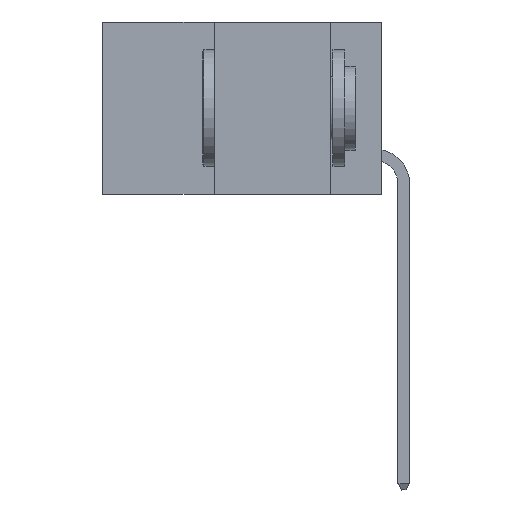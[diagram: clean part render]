
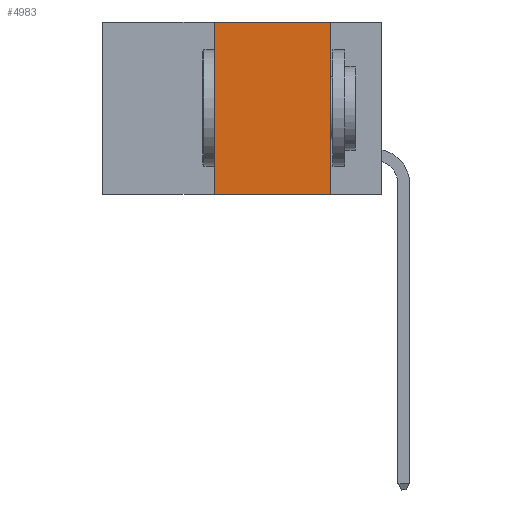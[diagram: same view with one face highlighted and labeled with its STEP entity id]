
A CAD part, left-side view. The second image highlights one B-rep face of the part: STEP entity #4983.
In plain terms, the highlighted planar face has unit normal (-1, 0, 0).
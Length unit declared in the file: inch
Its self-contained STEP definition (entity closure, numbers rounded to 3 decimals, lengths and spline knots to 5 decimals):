
#81 = VECTOR ( 'NONE', #12022, 39.37008 ) ;
#325 = EDGE_CURVE ( 'NONE', #8381, #5119, #8192, .T. ) ;
#331 = VERTEX_POINT ( 'NONE', #1338 ) ;
#504 = DIRECTION ( 'NONE',  ( 0., -1., 0. ) ) ;
#793 = CARTESIAN_POINT ( 'NONE',  ( 0., 0.11, 0. ) ) ;
#1338 = CARTESIAN_POINT ( 'NONE',  ( 0., 0.11, -0.37 ) ) ;
#1481 = VECTOR ( 'NONE', #504, 39.37008 ) ;
#1504 = CARTESIAN_POINT ( 'NONE',  ( 0., 0.11, 0. ) ) ;
#1954 = DIRECTION ( 'NONE',  ( 1., 0., 0. ) ) ;
#2070 = LINE ( 'NONE', #6065, #1481 ) ;
#2104 = EDGE_CURVE ( 'NONE', #5119, #331, #8139, .T. ) ;
#2359 = ORIENTED_EDGE ( 'NONE', *, *, #2104, .F. ) ;
#2673 = LINE ( 'NONE', #5615, #3271 ) ;
#2869 = PLANE ( 'NONE',  #7478 ) ;
#2924 = VERTEX_POINT ( 'NONE', #7126 ) ;
#3271 = VECTOR ( 'NONE', #5696, 39.37008 ) ;
#3416 = EDGE_CURVE ( 'NONE', #2924, #8381, #2673, .T. ) ;
#4693 = EDGE_CURVE ( 'NONE', #2924, #331, #2070, .T. ) ;
#4983 = ADVANCED_FACE ( 'NONE', ( #5110 ), #2869, .F. ) ;
#5089 = ORIENTED_EDGE ( 'NONE', *, *, #4693, .T. ) ;
#5110 = FACE_OUTER_BOUND ( 'NONE', #7685, .T. ) ;
#5119 = VERTEX_POINT ( 'NONE', #1504 ) ;
#5615 = CARTESIAN_POINT ( 'NONE',  ( 0., 0.36, 0. ) ) ;
#5696 = DIRECTION ( 'NONE',  ( 0., 0., 1. ) ) ;
#6065 = CARTESIAN_POINT ( 'NONE',  ( 0., 0.6, -0.37 ) ) ;
#7126 = CARTESIAN_POINT ( 'NONE',  ( 0., 0.36, -0.37 ) ) ;
#7478 = AXIS2_PLACEMENT_3D ( 'NONE', #7546, #1954, #8485 ) ;
#7546 = CARTESIAN_POINT ( 'NONE',  ( 0., 0.6, 0. ) ) ;
#7685 = EDGE_LOOP ( 'NONE', ( #2359, #11592, #11500, #5089 ) ) ;
#8139 = LINE ( 'NONE', #793, #81 ) ;
#8192 = LINE ( 'NONE', #9815, #10366 ) ;
#8253 = CARTESIAN_POINT ( 'NONE',  ( 0., 0.36, 0. ) ) ;
#8381 = VERTEX_POINT ( 'NONE', #8253 ) ;
#8485 = DIRECTION ( 'NONE',  ( 0., 0., -1. ) ) ;
#9815 = CARTESIAN_POINT ( 'NONE',  ( 0., 0.6, 0. ) ) ;
#10366 = VECTOR ( 'NONE', #11760, 39.37008 ) ;
#11500 = ORIENTED_EDGE ( 'NONE', *, *, #3416, .F. ) ;
#11592 = ORIENTED_EDGE ( 'NONE', *, *, #325, .F. ) ;
#11760 = DIRECTION ( 'NONE',  ( 0., -1., 0. ) ) ;
#12022 = DIRECTION ( 'NONE',  ( 0., 0., -1. ) ) ;
